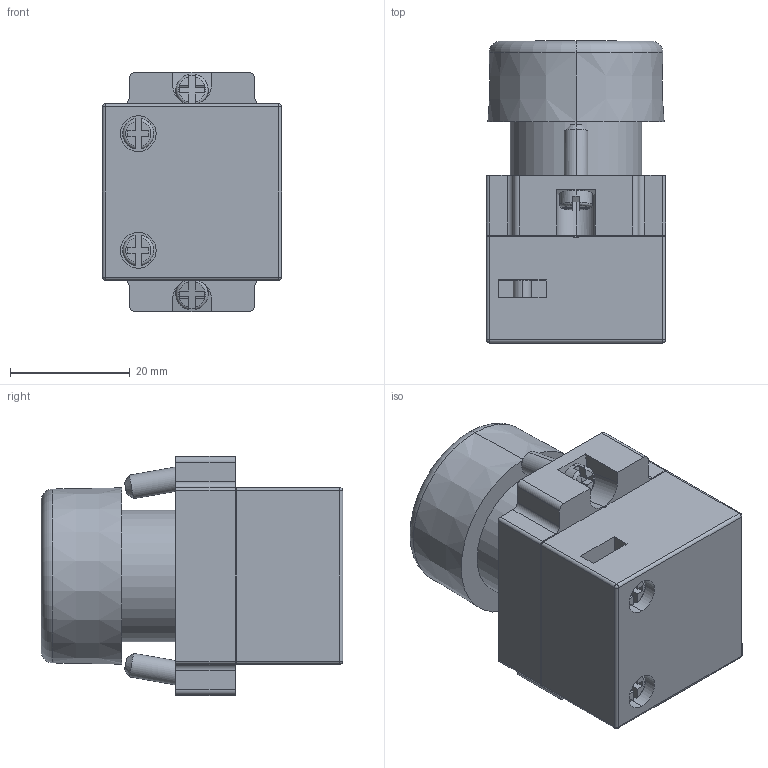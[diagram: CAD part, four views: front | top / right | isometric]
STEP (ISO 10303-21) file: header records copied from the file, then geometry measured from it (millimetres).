
FILE_DESCRIPTION (( 'STEP AP203' ), '1' );
FILE_NAME ('Ëàìïà ñèãíàëüíàÿ BV.STEP', '2018-09-04T07:01:19', ( '' ), ( '' ), 'SwSTEP 2.0', 'SolidWorks 2017', '' );
FILE_SCHEMA (( 'CONFIG_CONTROL_DESIGN' ));
Length unit declared in the file: millimetre
Products named in the file (1): Ëàìïà ñèãíàëüíàÿ BV
Bounding box: 30 x 50.5 x 40 mm (x, y, z)
Volume: 35282.6 mm3; surface area: 11109.7 mm2
Topology: 1 solids, 1 shells, 200 faces, 510 edges, 326 vertices
Faces by surface type: plane 124, cylinder 56, torus 10, cone 6, sphere 4
Entity records: 6103 total; most frequent: CARTESIAN_POINT 1161, ORIENTED_EDGE 1012, DIRECTION 1008, EDGE_CURVE 506, LINE 342, VECTOR 342, AXIS2_PLACEMENT_3D 333, VERTEX_POINT 326
